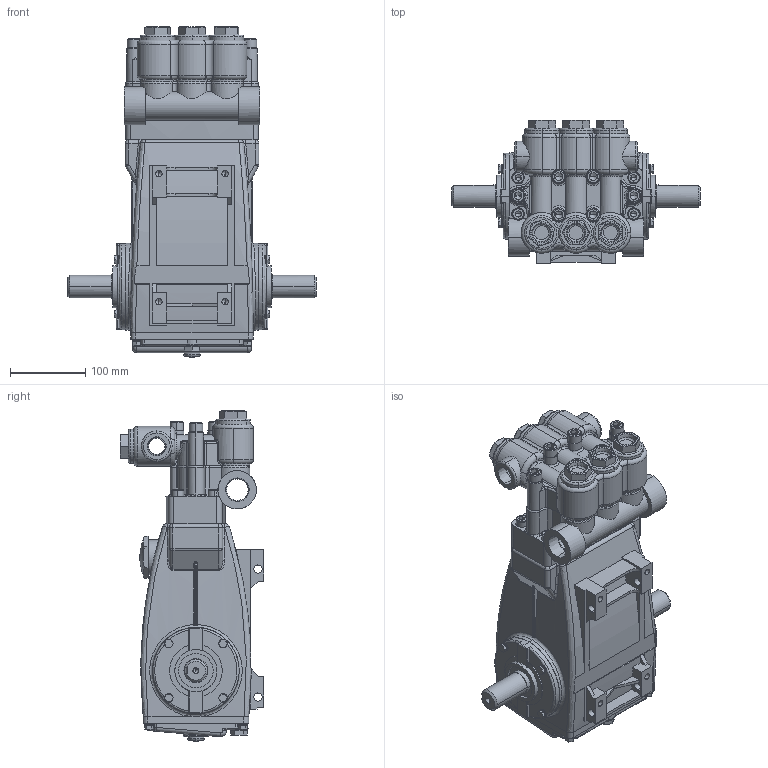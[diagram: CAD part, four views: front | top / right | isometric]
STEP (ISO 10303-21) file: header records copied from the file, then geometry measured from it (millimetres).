
FILE_DESCRIPTION (( 'STEP AP214' ), '1' );
FILE_NAME ('1531.STEP', '2014-10-09T16:04:25', ( 'it' ), ( '' ), 'SwSTEP 2.0', 'SolidWorks 2014', '' );
FILE_SCHEMA (( 'AUTOMOTIVE_DESIGN' ));
Length unit declared in the file: inch
Products named in the file (1): 1531
Bounding box: 329.95 x 190.46 x 438.33 mm (x, y, z)
Volume: 8553675.3 mm3; surface area: 553416.5 mm2
Topology: 19 solids, 19 shells, 1636 faces, 3881 edges, 2287 vertices
Faces by surface type: plane 680, cylinder 483, torus 226, cone 123, bspline 85, sphere 39
Entity records: 76148 total; most frequent: CARTESIAN_POINT 17288, DIRECTION 8244, ORIENTED_EDGE 7554, EDGE_CURVE 3777, AXIS2_PLACEMENT_3D 3292, VERTEX_POINT 2277, EDGE_LOOP 1766, CIRCLE 1740
